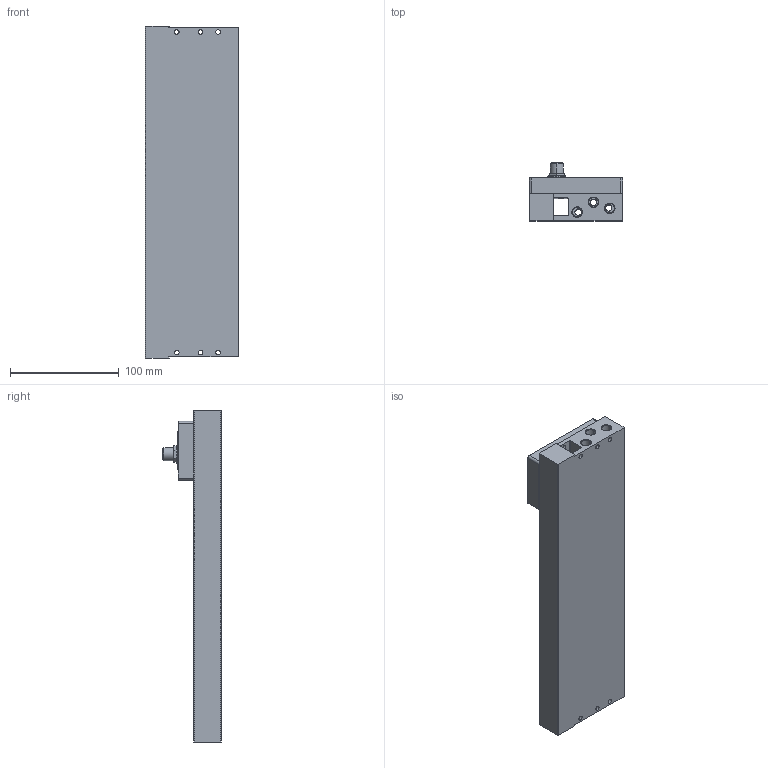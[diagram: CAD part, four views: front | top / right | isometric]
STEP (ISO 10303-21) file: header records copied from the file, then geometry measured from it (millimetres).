
FILE_DESCRIPTION (( 'STEP AP203' ), '1' );
FILE_NAME ('ES1V-20FLK32.STEP', '2022-07-26T14:00:05', ( '' ), ( '' ), 'SwSTEP 2.0', 'SolidWorks 2022', '' );
FILE_SCHEMA (( 'CONFIG_CONTROL_DESIGN' ));
Length unit declared in the file: millimetre
Products named in the file (1): ES1V-20FLK32
Bounding box: 86 x 53.6 x 305 mm (x, y, z)
Volume: 624356 mm3; surface area: 113925.4 mm2
Topology: 1 solids, 1 shells, 359 faces, 868 edges, 570 vertices
Faces by surface type: cylinder 160, cone 96, plane 91, bspline 12
Entity records: 10989 total; most frequent: DIRECTION 2070, CARTESIAN_POINT 2014, ORIENTED_EDGE 1736, EDGE_CURVE 868, AXIS2_PLACEMENT_3D 866, VERTEX_POINT 570, CIRCLE 518, EDGE_LOOP 442
